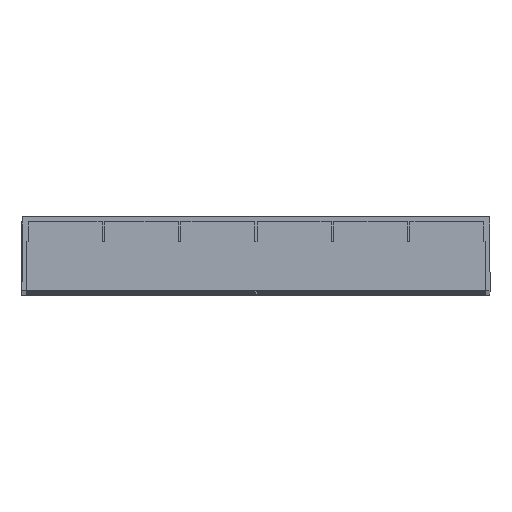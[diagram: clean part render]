
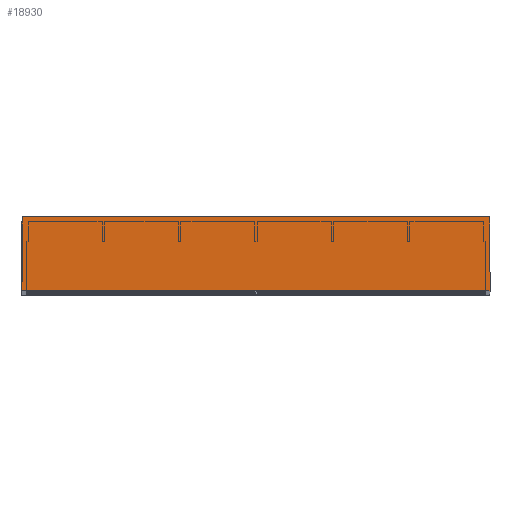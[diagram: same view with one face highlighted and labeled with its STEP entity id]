
A CAD part, top view. The second image highlights one B-rep face of the part: STEP entity #18930.
In plain terms, the highlighted planar face has unit normal (0, 0, 1).
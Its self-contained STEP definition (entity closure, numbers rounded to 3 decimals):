
#45 = FACE_OUTER_BOUND ( 'NONE', #3443, .T. ) ;
#558 = EDGE_CURVE ( 'NONE', #19106, #21876, #1029, .T. ) ;
#1029 = LINE ( 'NONE', #29113, #13265 ) ;
#1142 = EDGE_CURVE ( 'NONE', #23637, #15930, #13614, .T. ) ;
#1485 = AXIS2_PLACEMENT_3D ( 'NONE', #11563, #25468, #12123 ) ;
#3443 = EDGE_LOOP ( 'NONE', ( #17018, #19279, #21027, #25518 ) ) ;
#7227 = CARTESIAN_POINT ( 'NONE',  ( 0., 15., 0. ) ) ;
#8796 = LINE ( 'NONE', #15977, #27640 ) ;
#11563 = CARTESIAN_POINT ( 'NONE',  ( 190., 15., 0. ) ) ;
#12123 = DIRECTION ( 'NONE',  ( -1., 0., 0. ) ) ;
#13265 = VECTOR ( 'NONE', #23533, 1000. ) ;
#13614 = LINE ( 'NONE', #14145, #16510 ) ;
#14145 = CARTESIAN_POINT ( 'NONE',  ( 190., -15., 0. ) ) ;
#14791 = CARTESIAN_POINT ( 'NONE',  ( 0., 15., 0. ) ) ;
#15038 = EDGE_CURVE ( 'NONE', #15930, #21876, #16860, .T. ) ;
#15930 = VERTEX_POINT ( 'NONE', #23312 ) ;
#15977 = CARTESIAN_POINT ( 'NONE',  ( 190., 15., 0. ) ) ;
#16510 = VECTOR ( 'NONE', #19582, 1000. ) ;
#16860 = B_SPLINE_CURVE_WITH_KNOTS ( 'NONE', 3,
 ( #20235, #25161, #20354, #14791 ),
 .UNSPECIFIED., .F., .F.,
 ( 4, 4 ),
 ( 0., 1. ),
 .UNSPECIFIED. ) ;
#17018 = ORIENTED_EDGE ( 'NONE', *, *, #558, .T. ) ;
#17265 = EDGE_CURVE ( 'NONE', #19106, #23637, #8796, .T. ) ;
#18930 = ADVANCED_FACE ( 'NONE', ( #45 ), #20096, .F. ) ;
#19106 = VERTEX_POINT ( 'NONE', #28310 ) ;
#19279 = ORIENTED_EDGE ( 'NONE', *, *, #15038, .F. ) ;
#19582 = DIRECTION ( 'NONE',  ( -1., 0., 0. ) ) ;
#20096 = PLANE ( 'NONE',  #1485 ) ;
#20235 = CARTESIAN_POINT ( 'NONE',  ( 0., -15., 0. ) ) ;
#20354 = CARTESIAN_POINT ( 'NONE',  ( 0., 5., 0. ) ) ;
#21027 = ORIENTED_EDGE ( 'NONE', *, *, #1142, .F. ) ;
#21876 = VERTEX_POINT ( 'NONE', #7227 ) ;
#23312 = CARTESIAN_POINT ( 'NONE',  ( 0., -15., 0. ) ) ;
#23533 = DIRECTION ( 'NONE',  ( -1., 0., 0. ) ) ;
#23637 = VERTEX_POINT ( 'NONE', #32762 ) ;
#25161 = CARTESIAN_POINT ( 'NONE',  ( 0., -5., 0. ) ) ;
#25468 = DIRECTION ( 'NONE',  ( 0., 0., -1. ) ) ;
#25518 = ORIENTED_EDGE ( 'NONE', *, *, #17265, .F. ) ;
#26754 = DIRECTION ( 'NONE',  ( 0., -1., 0. ) ) ;
#27640 = VECTOR ( 'NONE', #26754, 1000. ) ;
#28310 = CARTESIAN_POINT ( 'NONE',  ( 190., 15., 0. ) ) ;
#29113 = CARTESIAN_POINT ( 'NONE',  ( 190., 15., 0. ) ) ;
#32762 = CARTESIAN_POINT ( 'NONE',  ( 190., -15., 0. ) ) ;
